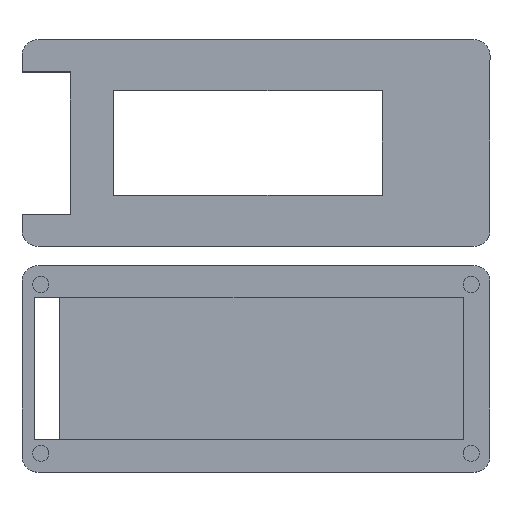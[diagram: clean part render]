
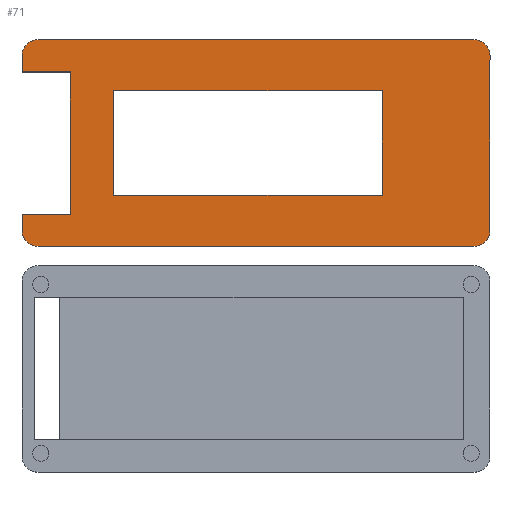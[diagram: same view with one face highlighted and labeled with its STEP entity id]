
A CAD part, top view. The second image highlights one B-rep face of the part: STEP entity #71.
In plain terms, the highlighted planar face has unit normal (0, 0, 1).
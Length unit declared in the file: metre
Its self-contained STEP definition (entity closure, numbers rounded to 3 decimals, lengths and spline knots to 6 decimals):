
#71=ADVANCED_FACE('149:32050',(#145,#146),#147,.T.);
#145=FACE_BOUND('',#283,.T.);
#146=FACE_OUTER_BOUND('',#284,.T.);
#147=PLANE('',#285);
#283=EDGE_LOOP('',(#474,#475,#476,#477));
#284=EDGE_LOOP('',(#478,#479,#480,#481,#482,#483,#484,#485,#486,#487,#488,#489));
#285=AXIS2_PLACEMENT_3D('',#490,#491,#492);
#474=ORIENTED_EDGE('',*,*,#931,.F.);
#475=ORIENTED_EDGE('',*,*,#932,.F.);
#476=ORIENTED_EDGE('',*,*,#933,.F.);
#477=ORIENTED_EDGE('',*,*,#934,.F.);
#478=ORIENTED_EDGE('',*,*,#907,.F.);
#479=ORIENTED_EDGE('',*,*,#923,.F.);
#480=ORIENTED_EDGE('',*,*,#915,.F.);
#481=ORIENTED_EDGE('',*,*,#928,.T.);
#482=ORIENTED_EDGE('',*,*,#935,.T.);
#483=ORIENTED_EDGE('',*,*,#936,.F.);
#484=ORIENTED_EDGE('',*,*,#937,.T.);
#485=ORIENTED_EDGE('',*,*,#938,.T.);
#486=ORIENTED_EDGE('',*,*,#939,.F.);
#487=ORIENTED_EDGE('',*,*,#940,.T.);
#488=ORIENTED_EDGE('',*,*,#941,.T.);
#489=ORIENTED_EDGE('',*,*,#925,.T.);
#490=CARTESIAN_POINT('',(0.0685,-0.0119,0.019));
#491=DIRECTION('',(0.,0.,1.0));
#492=DIRECTION('',(0.,1.0,0.));
#907=EDGE_CURVE('153:1244',#1074,#1075,#1076,.T.);
#915=EDGE_CURVE('153:1241',#1090,#1091,#1092,.T.);
#923=EDGE_CURVE('153:1238',#1091,#1074,#1106,.T.);
#925=EDGE_CURVE('153:1248',#1108,#1075,#1109,.T.);
#928=EDGE_CURVE('153:1251',#1090,#1113,#1114,.T.);
#931=EDGE_CURVE('149:46882',#1118,#1119,#1120,.T.);
#932=EDGE_CURVE('32:1713',#1121,#1118,#1122,.T.);
#933=EDGE_CURVE('32:1692',#1123,#1121,#1124,.T.);
#934=EDGE_CURVE('32:1701',#1119,#1123,#1125,.T.);
#935=EDGE_CURVE('91:64',#1113,#1126,#1127,.T.);
#936=EDGE_CURVE('149:32107',#1128,#1126,#1129,.T.);
#937=EDGE_CURVE('91:70',#1128,#1130,#1131,.T.);
#938=EDGE_CURVE('91:126',#1130,#1132,#1133,.T.);
#939=EDGE_CURVE('91:67',#1134,#1132,#1135,.T.);
#940=EDGE_CURVE('149:31766',#1134,#1136,#1137,.F.);
#941=EDGE_CURVE('91:61',#1136,#1108,#1138,.T.);
#1074=VERTEX_POINT('',#1332);
#1075=VERTEX_POINT('',#1333);
#1076=LINE('',#1334,#1335);
#1090=VERTEX_POINT('',#1356);
#1091=VERTEX_POINT('',#1357);
#1092=LINE('',#1358,#1359);
#1106=LINE('',#1380,#1381);
#1108=VERTEX_POINT('',#1384);
#1109=LINE('',#1385,#1386);
#1113=VERTEX_POINT('',#1392);
#1114=LINE('',#1393,#1394);
#1118=VERTEX_POINT('',#1400);
#1119=VERTEX_POINT('',#1401);
#1120=LINE('',#1402,#1403);
#1121=VERTEX_POINT('',#1404);
#1122=LINE('',#1405,#1406);
#1123=VERTEX_POINT('',#1407);
#1124=LINE('',#1408,#1409);
#1125=LINE('',#1410,#1411);
#1126=VERTEX_POINT('',#1412);
#1127=CIRCLE('',#1413,0.0015);
#1128=VERTEX_POINT('',#1414);
#1129=LINE('',#1415,#1416);
#1130=VERTEX_POINT('',#1417);
#1131=CIRCLE('',#1418,0.0015);
#1132=VERTEX_POINT('',#1419);
#1133=LINE('',#1420,#1421);
#1134=VERTEX_POINT('',#1422);
#1135=CIRCLE('',#1423,0.0015);
#1136=VERTEX_POINT('',#1424);
#1137=LINE('',#1425,#1426);
#1138=CIRCLE('',#1427,0.0015);
#1332=CARTESIAN_POINT('',(0.055,0.0111,0.019));
#1333=CARTESIAN_POINT('',(0.0505,0.0111,0.019));
#1334=CARTESIAN_POINT('',(0.0595,0.0111,0.019));
#1335=VECTOR('',#1676,1.0);
#1356=CARTESIAN_POINT('',(0.0505,-0.0021,0.019));
#1357=CARTESIAN_POINT('',(0.055,-0.0021,0.019));
#1358=CARTESIAN_POINT('',(0.059188,-0.0021,0.019));
#1359=VECTOR('',#1684,1.0);
#1380=CARTESIAN_POINT('',(0.055,-0.0037,0.019));
#1381=VECTOR('',#1692,1.0);
#1384=CARTESIAN_POINT('',(0.0505,0.0126,0.019));
#1385=CARTESIAN_POINT('',(0.0505,0.0141,0.019));
#1386=VECTOR('',#1694,1.0);
#1392=CARTESIAN_POINT('',(0.0505,-0.0036,0.019));
#1393=CARTESIAN_POINT('',(0.0505,0.0141,0.019));
#1394=VECTOR('',#1697,1.0);
#1400=CARTESIAN_POINT('',(0.059,0.00935,0.019));
#1401=CARTESIAN_POINT('',(0.059,-0.00035,0.019));
#1402=CARTESIAN_POINT('',(0.059,0.0045,0.019));
#1403=VECTOR('',#1700,1.0);
#1404=CARTESIAN_POINT('',(0.084,0.00935,0.019));
#1405=CARTESIAN_POINT('',(0.07075,0.00935,0.019));
#1406=VECTOR('',#1701,1.0);
#1407=CARTESIAN_POINT('',(0.084,-0.00035,0.019));
#1408=CARTESIAN_POINT('',(0.084,-0.0037,0.019));
#1409=VECTOR('',#1702,1.0);
#1410=CARTESIAN_POINT('',(0.07075,-0.00035,0.019));
#1411=VECTOR('',#1703,1.0);
#1412=CARTESIAN_POINT('',(0.052,-0.0051,0.019));
#1413=AXIS2_PLACEMENT_3D('',#1704,#1705,#1706);
#1414=CARTESIAN_POINT('',(0.0925,-0.0051,0.019));
#1415=CARTESIAN_POINT('',(0.0625,-0.0051,0.019));
#1416=VECTOR('',#1707,1.0);
#1417=CARTESIAN_POINT('',(0.094,-0.0036,0.019));
#1418=AXIS2_PLACEMENT_3D('',#1708,#1709,#1710);
#1419=CARTESIAN_POINT('',(0.094,0.0126,0.019));
#1420=CARTESIAN_POINT('',(0.094,-0.0119,0.019));
#1421=VECTOR('',#1711,1.0);
#1422=CARTESIAN_POINT('',(0.0925,0.0141,0.019));
#1423=AXIS2_PLACEMENT_3D('',#1712,#1713,#1714);
#1424=CARTESIAN_POINT('',(0.052,0.0141,0.019));
#1425=CARTESIAN_POINT('',(0.10175,0.0141,0.019));
#1426=VECTOR('',#1715,1.0);
#1427=AXIS2_PLACEMENT_3D('',#1716,#1717,#1718);
#1676=DIRECTION('',(-1.0,0.,0.));
#1684=DIRECTION('',(1.0,0.,0.));
#1692=DIRECTION('',(0.,1.0,0.));
#1694=DIRECTION('',(0.,-1.0,0.));
#1697=DIRECTION('',(0.,-1.0,0.));
#1700=DIRECTION('',(0.,-1.0,0.));
#1701=DIRECTION('',(-1.0,0.,0.));
#1702=DIRECTION('',(0.,1.0,0.));
#1703=DIRECTION('',(1.0,0.,0.));
#1704=CARTESIAN_POINT('',(0.052,-0.0036,0.019));
#1705=DIRECTION('',(0.,0.,1.0));
#1706=DIRECTION('',(-1.0,0.,0.));
#1707=DIRECTION('',(-1.0,0.,0.));
#1708=CARTESIAN_POINT('',(0.0925,-0.0036,0.019));
#1709=DIRECTION('',(0.,0.,1.0));
#1710=DIRECTION('',(0.,-1.0,0.));
#1711=DIRECTION('',(0.,1.0,0.));
#1712=CARTESIAN_POINT('',(0.0925,0.0126,0.019));
#1713=DIRECTION('',(0.,0.,-1.0));
#1714=DIRECTION('',(0.,1.0,0.));
#1715=DIRECTION('',(1.0,0.,0.));
#1716=CARTESIAN_POINT('',(0.052,0.0126,0.019));
#1717=DIRECTION('',(0.,0.,1.0));
#1718=DIRECTION('',(0.,1.0,0.));
